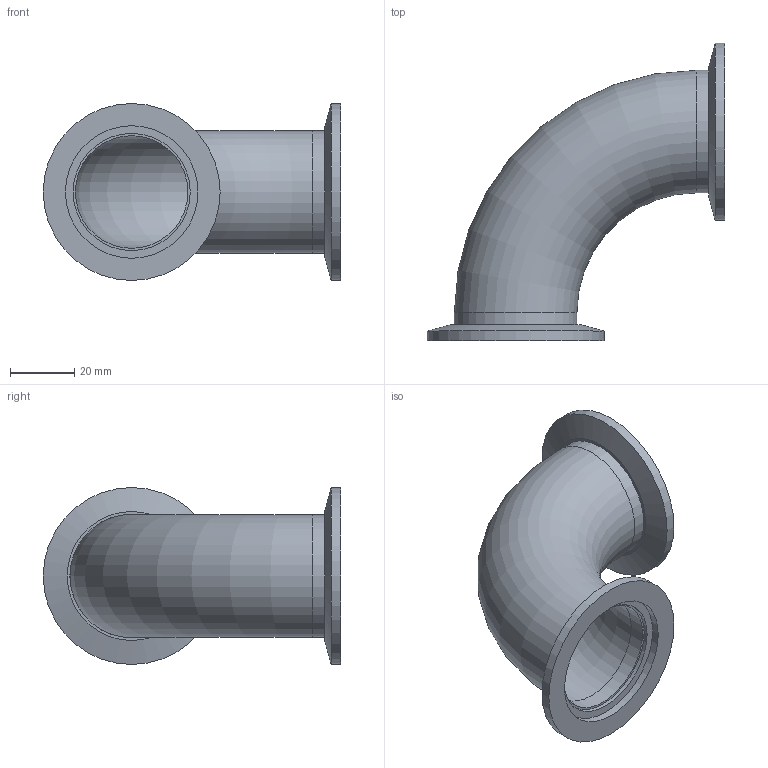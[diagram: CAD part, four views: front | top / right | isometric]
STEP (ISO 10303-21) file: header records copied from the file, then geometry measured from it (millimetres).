
FILE_DESCRIPTION(/* description */ (''),/* implementation_level */ '2;1');
FILE_NAME(/* name */ 'FL-E40KF-65.stp',/* time_stamp */ '2018-12-03T15:55:50+00:00',/* author */ ('paul'),/* organization */ (''),/* preprocessor_version */ 'ST-DEVELOPER v17.2',/* originating_system */ 'Autodesk Inventor 2019',/* authorisation */ '');
FILE_SCHEMA (('AUTOMOTIVE_DESIGN { 1 0 10303 214 3 1 1 }'));
Length unit declared in the file: millimetre
Products named in the file (3): FL-E40KF-65; FL-40KF-38W; tube
Assembly tree (3 placements, depth 2):
  FL-E40KF-65
    FL-40KF-38W  x2
    tube
Bounding box: 92.5 x 92.5 x 55 mm (x, y, z)
Volume: 26752.9 mm3; surface area: 30615.9 mm2
Topology: 3 solids, 3 shells, 26 faces, 64 edges, 48 vertices
Faces by surface type: cylinder 12, plane 10, cone 2, torus 2
Full cylindrical faces by diameter (mm): 35 x2, 36.4 x2, 38.1 x2, 38.4 x2, 41.2 x2, 55 x2
Entity records: 652 total; most frequent: DIRECTION 119, CARTESIAN_POINT 94, ORIENTED_EDGE 82, AXIS2_PLACEMENT_3D 55, EDGE_CURVE 41, CIRCLE 32, VERTEX_POINT 30, EDGE_LOOP 23
